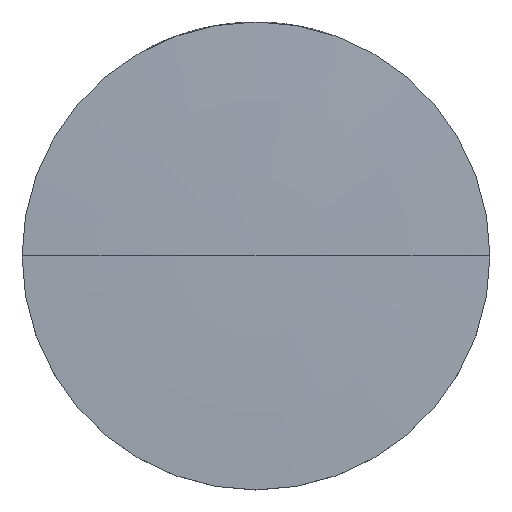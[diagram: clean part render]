
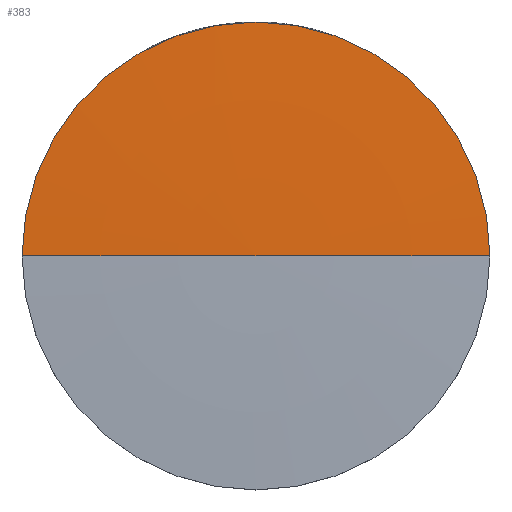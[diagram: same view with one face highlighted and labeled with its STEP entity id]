
A CAD part, top view. The second image highlights one B-rep face of the part: STEP entity #383.
In plain terms, the highlighted toroidal (fillet/blend) face has major radius 0.103 mm and minor radius 345.06 mm.
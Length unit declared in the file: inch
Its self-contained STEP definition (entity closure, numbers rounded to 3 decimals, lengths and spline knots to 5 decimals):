
#90 = CARTESIAN_POINT ( 'NONE',  ( 0., 0., 0.03484 ) ) ;
#344 = CIRCLE ( 'NONE', #1431, 0.5 ) ;
#383 = ADVANCED_FACE ( 'NONE', ( #930 ), #1983, .T. ) ;
#402 = DIRECTION ( 'NONE',  ( 0., -1., 0. ) ) ;
#476 = EDGE_LOOP ( 'NONE', ( #2675, #1928, #874 ) ) ;
#742 = DIRECTION ( 'NONE',  ( 1., 0., 0. ) ) ;
#874 = ORIENTED_EDGE ( 'NONE', *, *, #2550, .F. ) ;
#893 = CARTESIAN_POINT ( 'NONE',  ( -0.00405, 0., -13.54114 ) ) ;
#930 = FACE_OUTER_BOUND ( 'NONE', #476, .T. ) ;
#954 = DIRECTION ( 'NONE',  ( -1., 0., 0. ) ) ;
#981 = CARTESIAN_POINT ( 'NONE',  ( 0.00405, 0., -13.54114 ) ) ;
#1162 = EDGE_CURVE ( 'NONE', #1412, #1768, #344, .T. ) ;
#1226 = CARTESIAN_POINT ( 'NONE',  ( -0.5, 0., 0.03484 ) ) ;
#1250 = VERTEX_POINT ( 'NONE', #2617 ) ;
#1333 = AXIS2_PLACEMENT_3D ( 'NONE', #893, #2393, #954 ) ;
#1385 = AXIS2_PLACEMENT_3D ( 'NONE', #1460, #2097, #1852 ) ;
#1412 = VERTEX_POINT ( 'NONE', #2134 ) ;
#1431 = AXIS2_PLACEMENT_3D ( 'NONE', #90, #2596, #742 ) ;
#1455 = EDGE_CURVE ( 'NONE', #1768, #1250, #2337, .T. ) ;
#1460 = CARTESIAN_POINT ( 'NONE',  ( 0., 0., -13.54114 ) ) ;
#1546 = AXIS2_PLACEMENT_3D ( 'NONE', #981, #402, #2650 ) ;
#1768 = VERTEX_POINT ( 'NONE', #1226 ) ;
#1852 = DIRECTION ( 'NONE',  ( 1., 0., 0. ) ) ;
#1928 = ORIENTED_EDGE ( 'NONE', *, *, #1455, .T. ) ;
#1983 = TOROIDAL_SURFACE ( 'NONE', #1385, 0.00405, 13.58504 ) ;
#2097 = DIRECTION ( 'NONE',  ( 0., 0., 1. ) ) ;
#2134 = CARTESIAN_POINT ( 'NONE',  ( 0.5, 0., 0.03484 ) ) ;
#2337 = CIRCLE ( 'NONE', #1333, 13.58504 ) ;
#2393 = DIRECTION ( 'NONE',  ( 0., 1., 0. ) ) ;
#2482 = CIRCLE ( 'NONE', #1546, 13.58504 ) ;
#2550 = EDGE_CURVE ( 'NONE', #1412, #1250, #2482, .T. ) ;
#2596 = DIRECTION ( 'NONE',  ( 0., 0., 1. ) ) ;
#2617 = CARTESIAN_POINT ( 'NONE',  ( 0., 0., 0.0439 ) ) ;
#2650 = DIRECTION ( 'NONE',  ( 0., 0., -1. ) ) ;
#2675 = ORIENTED_EDGE ( 'NONE', *, *, #1162, .T. ) ;
